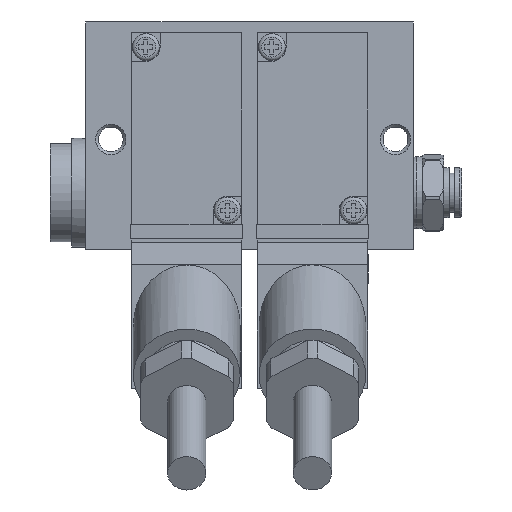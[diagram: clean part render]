
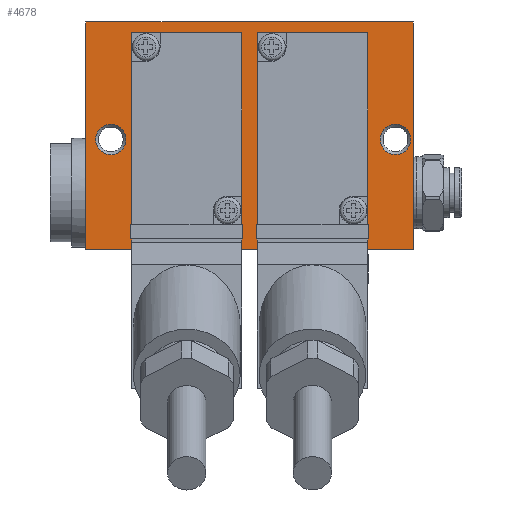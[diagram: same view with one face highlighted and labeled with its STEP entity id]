
A CAD part, front view. The second image highlights one B-rep face of the part: STEP entity #4678.
In plain terms, the highlighted planar face has unit normal (0, -1, 0).
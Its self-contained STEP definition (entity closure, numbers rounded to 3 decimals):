
#363=CARTESIAN_POINT('',(0.0,0.0,32.0));
#364=VERTEX_POINT('',#363);
#373=CARTESIAN_POINT('',(46.,0.0,32.0));
#374=VERTEX_POINT('',#373);
#375=CARTESIAN_POINT('',(46.,0.0,32.0));
#376=DIRECTION('',(-1.0,0.0,0.0));
#377=VECTOR('',#376,46.);
#378=LINE('',#375,#377);
#379=EDGE_CURVE('',#374,#364,#378,.T.);
#743=CARTESIAN_POINT('',(24.1,0.0,3.5));
#744=VERTEX_POINT('',#743);
#751=CARTESIAN_POINT('',(39.6,0.0,3.5));
#752=VERTEX_POINT('',#751);
#753=CARTESIAN_POINT('',(39.6,0.0,3.5));
#754=DIRECTION('',(-1.0,0.0,0.0));
#755=VECTOR('',#754,15.5);
#756=LINE('',#753,#755);
#757=EDGE_CURVE('',#752,#744,#756,.T.);
#786=CARTESIAN_POINT('',(39.6,0.0,30.5));
#787=VERTEX_POINT('',#786);
#788=CARTESIAN_POINT('',(39.6,0.0,30.5));
#789=DIRECTION('',(0.0,0.0,-1.0));
#790=VECTOR('',#789,27.0);
#791=LINE('',#788,#790);
#792=EDGE_CURVE('',#787,#752,#791,.T.);
#810=CARTESIAN_POINT('',(24.1,0.0,30.5));
#811=VERTEX_POINT('',#810);
#812=CARTESIAN_POINT('',(24.1,0.0,30.5));
#813=DIRECTION('',(1.0,0.0,0.0));
#814=VECTOR('',#813,15.5);
#815=LINE('',#812,#814);
#816=EDGE_CURVE('',#811,#787,#815,.T.);
#834=CARTESIAN_POINT('',(24.1,0.0,3.5));
#835=DIRECTION('',(0.0,0.0,1.0));
#836=VECTOR('',#835,27.0);
#837=LINE('',#834,#836);
#838=EDGE_CURVE('',#744,#811,#837,.T.);
#924=CARTESIAN_POINT('',(21.9,0.0,30.5));
#925=VERTEX_POINT('',#924);
#932=CARTESIAN_POINT('',(6.4,0.0,30.5));
#933=VERTEX_POINT('',#932);
#934=CARTESIAN_POINT('',(6.4,0.0,30.5));
#935=DIRECTION('',(1.0,0.0,0.0));
#936=VECTOR('',#935,15.5);
#937=LINE('',#934,#936);
#938=EDGE_CURVE('',#933,#925,#937,.T.);
#956=CARTESIAN_POINT('',(6.4,0.0,3.5));
#957=VERTEX_POINT('',#956);
#958=CARTESIAN_POINT('',(6.4,0.0,3.5));
#959=DIRECTION('',(0.0,0.0,1.0));
#960=VECTOR('',#959,27.);
#961=LINE('',#958,#960);
#962=EDGE_CURVE('',#957,#933,#961,.T.);
#980=CARTESIAN_POINT('',(21.9,0.0,3.5));
#981=VERTEX_POINT('',#980);
#982=CARTESIAN_POINT('',(21.9,0.0,3.5));
#983=DIRECTION('',(-1.0,0.0,0.0));
#984=VECTOR('',#983,15.5);
#985=LINE('',#982,#984);
#986=EDGE_CURVE('',#981,#957,#985,.T.);
#1015=CARTESIAN_POINT('',(21.9,0.0,30.5));
#1016=DIRECTION('',(0.0,0.0,-1.0));
#1017=VECTOR('',#1016,27.0);
#1018=LINE('',#1015,#1017);
#1019=EDGE_CURVE('',#925,#981,#1018,.T.);
#4569=CARTESIAN_POINT('',(1.37,0.0,15.5));
#4570=VERTEX_POINT('',#4569);
#4571=CARTESIAN_POINT('',(3.5,0.0,15.5));
#4572=DIRECTION('',(0.0,-1.0,0.0));
#4573=DIRECTION('',(1.0,0.0,0.0));
#4574=AXIS2_PLACEMENT_3D('',#4571,#4572,#4573);
#4575=CIRCLE('',#4574,2.13);
#4576=EDGE_CURVE('',#4570,#4570,#4575,.T.);
#4622=CARTESIAN_POINT('',(46.,0.0,0.0));
#4623=DIRECTION('',(0.0,-1.0,0.0));
#4624=DIRECTION('',(0.0,0.0,-1.0));
#4625=AXIS2_PLACEMENT_3D('',#4622,#4623,#4624);
#4626=PLANE('',#4625);
#4627=ORIENTED_EDGE('',*,*,#379,.T.);
#4628=CARTESIAN_POINT('',(0.0,0.0,0.0));
#4629=VERTEX_POINT('',#4628);
#4630=CARTESIAN_POINT('',(0.0,0.0,0.0));
#4631=DIRECTION('',(0.0,0.0,1.0));
#4632=VECTOR('',#4631,32.0);
#4633=LINE('',#4630,#4632);
#4634=EDGE_CURVE('',#4629,#364,#4633,.T.);
#4635=ORIENTED_EDGE('',*,*,#4634,.F.);
#4636=CARTESIAN_POINT('',(46.,0.0,0.0));
#4637=VERTEX_POINT('',#4636);
#4638=CARTESIAN_POINT('',(0.0,0.0,0.0));
#4639=DIRECTION('',(1.0,0.0,0.0));
#4640=VECTOR('',#4639,46.);
#4641=LINE('',#4638,#4640);
#4642=EDGE_CURVE('',#4629,#4637,#4641,.T.);
#4643=ORIENTED_EDGE('',*,*,#4642,.T.);
#4644=CARTESIAN_POINT('',(46.,0.0,0.0));
#4645=DIRECTION('',(0.0,0.0,1.0));
#4646=VECTOR('',#4645,32.0);
#4647=LINE('',#4644,#4646);
#4648=EDGE_CURVE('',#4637,#374,#4647,.T.);
#4649=ORIENTED_EDGE('',*,*,#4648,.T.);
#4650=EDGE_LOOP('',(#4627,#4635,#4643,#4649));
#4651=FACE_OUTER_BOUND('',#4650,.T.);
#4652=ORIENTED_EDGE('',*,*,#4576,.F.);
#4653=EDGE_LOOP('',(#4652));
#4654=FACE_BOUND('',#4653,.T.);
#4655=ORIENTED_EDGE('',*,*,#1019,.T.);
#4656=ORIENTED_EDGE('',*,*,#986,.T.);
#4657=ORIENTED_EDGE('',*,*,#962,.T.);
#4658=ORIENTED_EDGE('',*,*,#938,.T.);
#4659=EDGE_LOOP('',(#4655,#4656,#4657,#4658));
#4660=FACE_BOUND('',#4659,.T.);
#4661=ORIENTED_EDGE('',*,*,#838,.T.);
#4662=ORIENTED_EDGE('',*,*,#816,.T.);
#4663=ORIENTED_EDGE('',*,*,#792,.T.);
#4664=ORIENTED_EDGE('',*,*,#757,.T.);
#4665=EDGE_LOOP('',(#4661,#4662,#4663,#4664));
#4666=FACE_BOUND('',#4665,.T.);
#4667=CARTESIAN_POINT('',(41.37,0.0,15.5));
#4668=VERTEX_POINT('',#4667);
#4669=CARTESIAN_POINT('',(43.5,0.0,15.5));
#4670=DIRECTION('',(0.0,-1.0,0.0));
#4671=DIRECTION('',(1.0,0.0,0.0));
#4672=AXIS2_PLACEMENT_3D('',#4669,#4670,#4671);
#4673=CIRCLE('',#4672,2.13);
#4674=EDGE_CURVE('',#4668,#4668,#4673,.T.);
#4675=ORIENTED_EDGE('',*,*,#4674,.F.);
#4676=EDGE_LOOP('',(#4675));
#4677=FACE_BOUND('',#4676,.T.);
#4678=ADVANCED_FACE('',(#4651,#4654,#4660,#4666,#4677),#4626,.T.);
